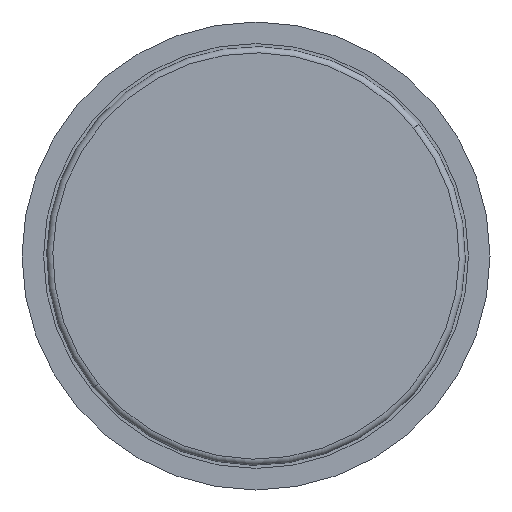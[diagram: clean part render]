
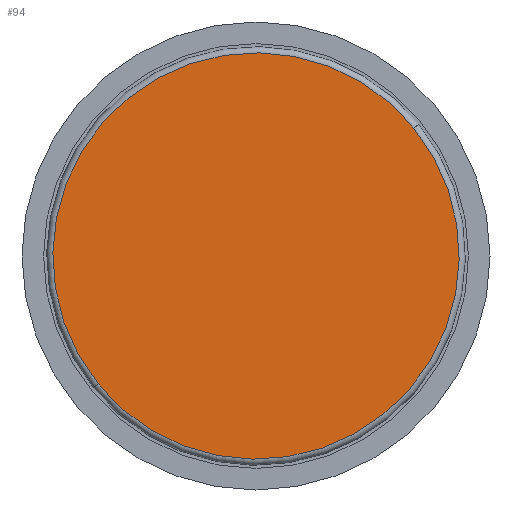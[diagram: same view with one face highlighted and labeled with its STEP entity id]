
A CAD part, front view. The second image highlights one B-rep face of the part: STEP entity #94.
In plain terms, the highlighted planar face has unit normal (0, -1, 0).
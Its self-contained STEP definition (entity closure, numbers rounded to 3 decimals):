
#94 = ADVANCED_FACE ( 'NONE', ( #666 ), #2622, .T. ) ;
#134 = CIRCLE ( 'NONE', #648, 33. ) ;
#231 = CARTESIAN_POINT ( 'NONE',  ( 0., 0., 0. ) ) ;
#232 = CARTESIAN_POINT ( 'NONE',  ( 0., 0., 0. ) ) ;
#426 = CARTESIAN_POINT ( 'NONE',  ( -33.366, 0., -33. ) ) ;
#442 = DIRECTION ( 'NONE',  ( 0., -1., 0. ) ) ;
#529 = CARTESIAN_POINT ( 'NONE',  ( 0., 0., -33. ) ) ;
#648 = AXIS2_PLACEMENT_3D ( 'NONE', #231, #2081, #2324 ) ;
#666 = FACE_OUTER_BOUND ( 'NONE', #2572, .T. ) ;
#721 = ORIENTED_EDGE ( 'NONE', *, *, #1289, .T. ) ;
#1289 = EDGE_CURVE ( 'NONE', #2611, #2357, #134, .T. ) ;
#1476 = AXIS2_PLACEMENT_3D ( 'NONE', #426, #442, #1658 ) ;
#1658 = DIRECTION ( 'NONE',  ( 1., 0., 0. ) ) ;
#1660 = CARTESIAN_POINT ( 'NONE',  ( 0., 0., 33. ) ) ;
#1830 = AXIS2_PLACEMENT_3D ( 'NONE', #232, #2008, #2972 ) ;
#2001 = ORIENTED_EDGE ( 'NONE', *, *, #2484, .T. ) ;
#2008 = DIRECTION ( 'NONE',  ( 0., -1., 0. ) ) ;
#2081 = DIRECTION ( 'NONE',  ( 0., -1., 0. ) ) ;
#2324 = DIRECTION ( 'NONE',  ( 0., 0., 1. ) ) ;
#2357 = VERTEX_POINT ( 'NONE', #1660 ) ;
#2484 = EDGE_CURVE ( 'NONE', #2357, #2611, #2547, .T. ) ;
#2547 = CIRCLE ( 'NONE', #1830, 33. ) ;
#2572 = EDGE_LOOP ( 'NONE', ( #2001, #721 ) ) ;
#2611 = VERTEX_POINT ( 'NONE', #529 ) ;
#2622 = PLANE ( 'NONE',  #1476 ) ;
#2972 = DIRECTION ( 'NONE',  ( 0., 0., 1. ) ) ;
